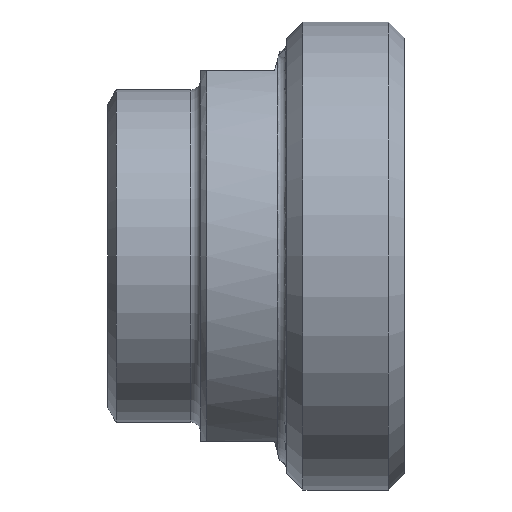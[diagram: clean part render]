
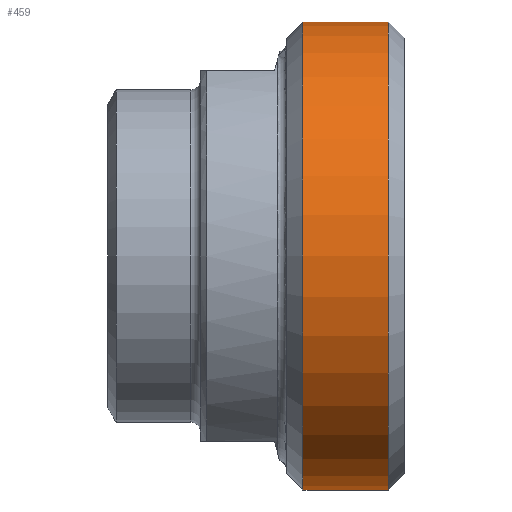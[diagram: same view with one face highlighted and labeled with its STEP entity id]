
A CAD part, front view. The second image highlights one B-rep face of the part: STEP entity #459.
In plain terms, the highlighted cylindrical face has radius 18.925 mm (diameter 37.85 mm), a full revolution.
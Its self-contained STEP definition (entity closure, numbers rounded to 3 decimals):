
#57=LINE('',#867,#76);
#76=VECTOR('',#698,18.925);
#89=CYLINDRICAL_SURFACE('',#545,18.925);
#114=FACE_OUTER_BOUND('',#147,.T.);
#147=EDGE_LOOP('',(#412,#413,#414,#415,#416,#417));
#183=CIRCLE('',#543,18.925);
#184=CIRCLE('',#544,18.925);
#185=CIRCLE('',#546,18.925);
#186=CIRCLE('',#547,18.925);
#229=VERTEX_POINT('',#857);
#230=VERTEX_POINT('',#858);
#231=VERTEX_POINT('',#863);
#232=VERTEX_POINT('',#864);
#290=EDGE_CURVE('',#229,#230,#183,.T.);
#291=EDGE_CURVE('',#230,#229,#184,.T.);
#293=EDGE_CURVE('',#231,#232,#185,.T.);
#294=EDGE_CURVE('',#232,#231,#186,.T.);
#295=EDGE_CURVE('',#232,#230,#57,.T.);
#412=ORIENTED_EDGE('',*,*,#293,.F.);
#413=ORIENTED_EDGE('',*,*,#294,.F.);
#414=ORIENTED_EDGE('',*,*,#295,.T.);
#415=ORIENTED_EDGE('',*,*,#290,.F.);
#416=ORIENTED_EDGE('',*,*,#291,.F.);
#417=ORIENTED_EDGE('',*,*,#295,.F.);
#459=ADVANCED_FACE('',(#114),#89,.T.);
#543=AXIS2_PLACEMENT_3D('',#859,#687,#688);
#544=AXIS2_PLACEMENT_3D('',#860,#689,#690);
#545=AXIS2_PLACEMENT_3D('',#862,#692,#693);
#546=AXIS2_PLACEMENT_3D('',#865,#694,#695);
#547=AXIS2_PLACEMENT_3D('',#866,#696,#697);
#687=DIRECTION('center_axis',(-1.,0.,0.));
#688=DIRECTION('ref_axis',(0.,-1.,0.));
#689=DIRECTION('center_axis',(-1.,0.,0.));
#690=DIRECTION('ref_axis',(0.,-1.,0.));
#692=DIRECTION('center_axis',(1.,0.,0.));
#693=DIRECTION('ref_axis',(0.,1.,0.));
#694=DIRECTION('center_axis',(1.,0.,0.));
#695=DIRECTION('ref_axis',(0.,-1.,0.));
#696=DIRECTION('center_axis',(1.,0.,0.));
#697=DIRECTION('ref_axis',(0.,-1.,0.));
#698=DIRECTION('',(-1.,0.,0.));
#857=CARTESIAN_POINT('',(-8.2,18.925,0.));
#858=CARTESIAN_POINT('',(-8.2,-18.925,0.));
#859=CARTESIAN_POINT('Origin',(-8.2,0.,0.));
#860=CARTESIAN_POINT('Origin',(-8.2,0.,0.));
#862=CARTESIAN_POINT('Origin',(-4.75,0.,0.));
#863=CARTESIAN_POINT('',(-1.3,18.925,0.));
#864=CARTESIAN_POINT('',(-1.3,-18.925,0.));
#865=CARTESIAN_POINT('Origin',(-1.3,0.,0.));
#866=CARTESIAN_POINT('Origin',(-1.3,0.,0.));
#867=CARTESIAN_POINT('',(-4.75,-18.925,0.));
